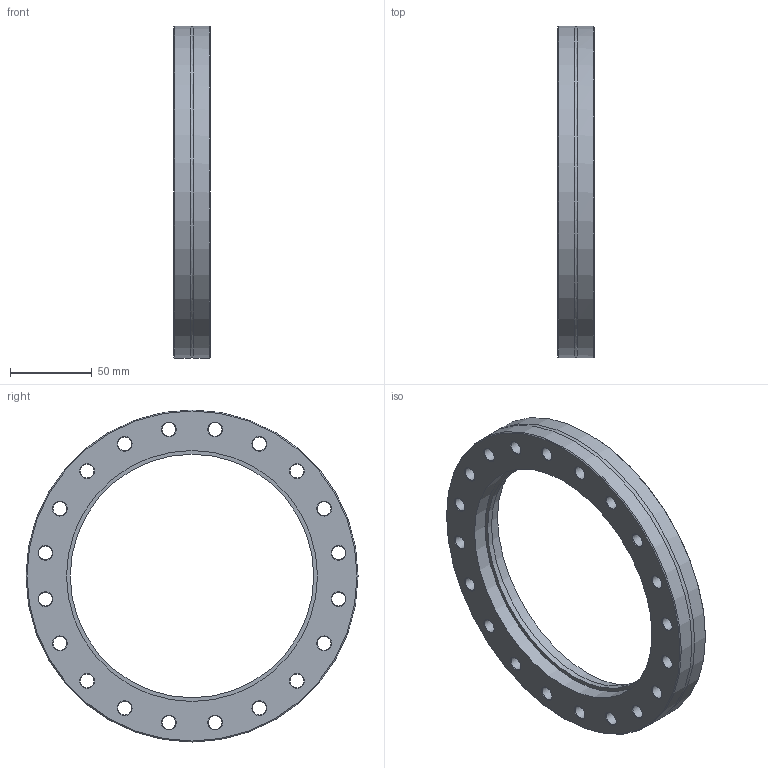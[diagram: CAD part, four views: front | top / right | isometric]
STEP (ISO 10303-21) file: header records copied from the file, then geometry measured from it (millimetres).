
FILE_DESCRIPTION (( 'STEP AP214' ), '1' );
FILE_NAME ('BS1CF160153FULLVAC.STEP', '2024-10-29T10:42:48', ( '' ), ( '' ), 'SwSTEP 2.0', 'SolidWorks 2017', '' );
FILE_SCHEMA (( 'AUTOMOTIVE_DESIGN' ));
Length unit declared in the file: millimetre
Products named in the file (1): BS1CF160153FULLVAC
Bounding box: 22 x 202.5 x 202.5 mm (x, y, z)
Volume: 273569.1 mm3; surface area: 67848.4 mm2
Topology: 1 solids, 2 shells, 85 faces, 218 edges, 138 vertices
Faces by surface type: cone 47, cylinder 27, plane 6, bspline 3, torus 2
Full cylindrical faces by diameter (mm): 8.4 x20, 148.5 x1, 153.1 x1, 155 x1, 159.5 x1, 202.5 x2
Entity records: 3010 total; most frequent: CARTESIAN_POINT 1273, DIRECTION 374, ORIENTED_EDGE 224, EDGE_LOOP 206, AXIS2_PLACEMENT_3D 186, FACE_OUTER_BOUND 116, EDGE_CURVE 112, VERTEX_POINT 108
